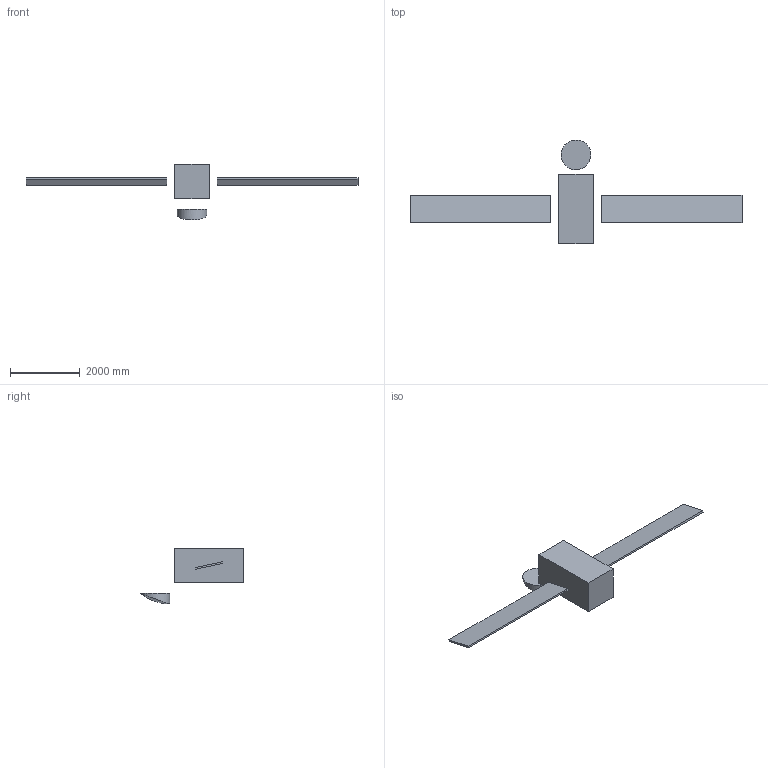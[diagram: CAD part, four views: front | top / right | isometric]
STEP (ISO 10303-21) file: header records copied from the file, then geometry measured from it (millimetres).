
FILE_DESCRIPTION((''),'2;1');
FILE_NAME( 'spacecraft.stp','2000-08-23T15:43:26',('User'),('SDRC'),'I-DEAS Master Series 8','UNIX','Yes');
FILE_SCHEMA(('CONFIG_CONTROL_DESIGN'));
Length unit declared in the file: millimetre
Bounding box: 9500 x 2975 x 1600 mm (x, y, z)
Volume: 2428796035.3 mm3; surface area: 25447272 mm2
Topology: 4 solids, 4 shells, 23 faces, 45 edges, 28 vertices
Faces by surface type: bspline 23
Entity records: 688 total; most frequent: CARTESIAN_POINT 297, ORIENTED_EDGE 86, EDGE_CURVE 43, VERTEX_POINT 28, QUASI_UNIFORM_CURVE 27, EDGE_LOOP 23, FACE_OUTER_BOUND 23, ADVANCED_FACE 23
